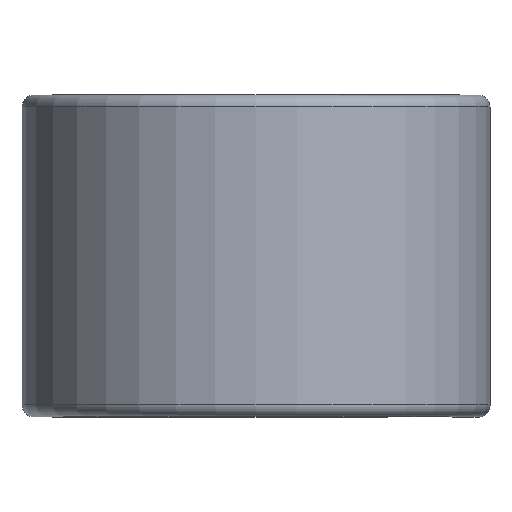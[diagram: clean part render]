
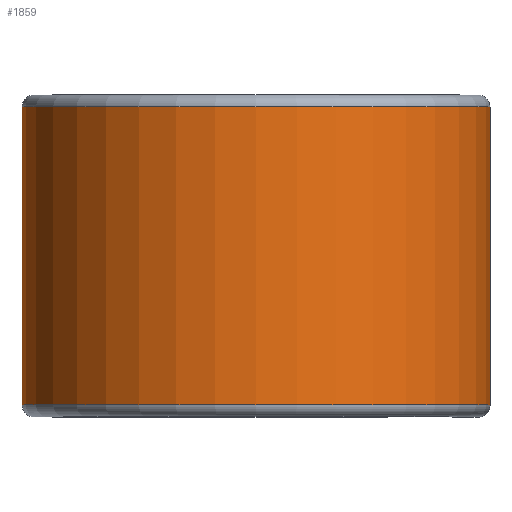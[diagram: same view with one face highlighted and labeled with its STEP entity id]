
A CAD part, top view. The second image highlights one B-rep face of the part: STEP entity #1859.
In plain terms, the highlighted cylindrical face has radius 15.011 mm (diameter 30.023 mm), a partial arc.
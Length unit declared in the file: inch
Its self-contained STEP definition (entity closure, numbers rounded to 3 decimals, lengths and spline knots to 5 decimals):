
#16 = DIRECTION ( 'NONE',  ( 0., -1., 0. ) ) ;
#22 = DIRECTION ( 'NONE',  ( 0., 0., -1. ) ) ;
#79 = VERTEX_POINT ( 'NONE', #1036 ) ;
#177 = CYLINDRICAL_SURFACE ( 'NONE', #1176, 0.591 ) ;
#179 = CARTESIAN_POINT ( 'NONE',  ( 0.591, -0.37625, 0. ) ) ;
#253 = DIRECTION ( 'NONE',  ( 0., 1., 0. ) ) ;
#381 = ORIENTED_EDGE ( 'NONE', *, *, #430, .F. ) ;
#430 = EDGE_CURVE ( 'NONE', #2231, #1647, #1532, .T. ) ;
#516 = CARTESIAN_POINT ( 'NONE',  ( 0., 0.37625, -0.591 ) ) ;
#588 = VECTOR ( 'NONE', #253, 39.37008 ) ;
#620 = FACE_OUTER_BOUND ( 'NONE', #770, .T. ) ;
#622 = VECTOR ( 'NONE', #2304, 39.37008 ) ;
#637 = ORIENTED_EDGE ( 'NONE', *, *, #1090, .T. ) ;
#657 = CARTESIAN_POINT ( 'NONE',  ( 0.591, 0.37625, 0. ) ) ;
#677 = AXIS2_PLACEMENT_3D ( 'NONE', #2144, #1098, #2336 ) ;
#679 = LINE ( 'NONE', #1069, #622 ) ;
#724 = ORIENTED_EDGE ( 'NONE', *, *, #1985, .F. ) ;
#770 = EDGE_LOOP ( 'NONE', ( #1143, #637, #724, #381 ) ) ;
#888 = VERTEX_POINT ( 'NONE', #516 ) ;
#1036 = CARTESIAN_POINT ( 'NONE',  ( 0.591, 0.37625, 0. ) ) ;
#1069 = CARTESIAN_POINT ( 'NONE',  ( 0., 0.37625, -0.591 ) ) ;
#1090 = EDGE_CURVE ( 'NONE', #79, #888, #1665, .T. ) ;
#1098 = DIRECTION ( 'NONE',  ( 0., -1., 0. ) ) ;
#1143 = ORIENTED_EDGE ( 'NONE', *, *, #1503, .T. ) ;
#1144 = AXIS2_PLACEMENT_3D ( 'NONE', #1588, #2107, #2300 ) ;
#1176 = AXIS2_PLACEMENT_3D ( 'NONE', #1317, #16, #22 ) ;
#1317 = CARTESIAN_POINT ( 'NONE',  ( 0., 0.375, 0. ) ) ;
#1503 = EDGE_CURVE ( 'NONE', #2231, #79, #1699, .T. ) ;
#1532 = CIRCLE ( 'NONE', #1144, 0.591 ) ;
#1588 = CARTESIAN_POINT ( 'NONE',  ( 0., -0.37625, 0. ) ) ;
#1647 = VERTEX_POINT ( 'NONE', #1755 ) ;
#1665 = CIRCLE ( 'NONE', #677, 0.591 ) ;
#1699 = LINE ( 'NONE', #657, #588 ) ;
#1755 = CARTESIAN_POINT ( 'NONE',  ( 0., -0.37625, -0.591 ) ) ;
#1859 = ADVANCED_FACE ( 'NONE', ( #620 ), #177, .T. ) ;
#1985 = EDGE_CURVE ( 'NONE', #1647, #888, #679, .T. ) ;
#2107 = DIRECTION ( 'NONE',  ( 0., -1., 0. ) ) ;
#2144 = CARTESIAN_POINT ( 'NONE',  ( 0., 0.37625, 0. ) ) ;
#2231 = VERTEX_POINT ( 'NONE', #179 ) ;
#2300 = DIRECTION ( 'NONE',  ( 0., 0., -1. ) ) ;
#2304 = DIRECTION ( 'NONE',  ( 0., 1., 0. ) ) ;
#2336 = DIRECTION ( 'NONE',  ( 0., 0., -1. ) ) ;
